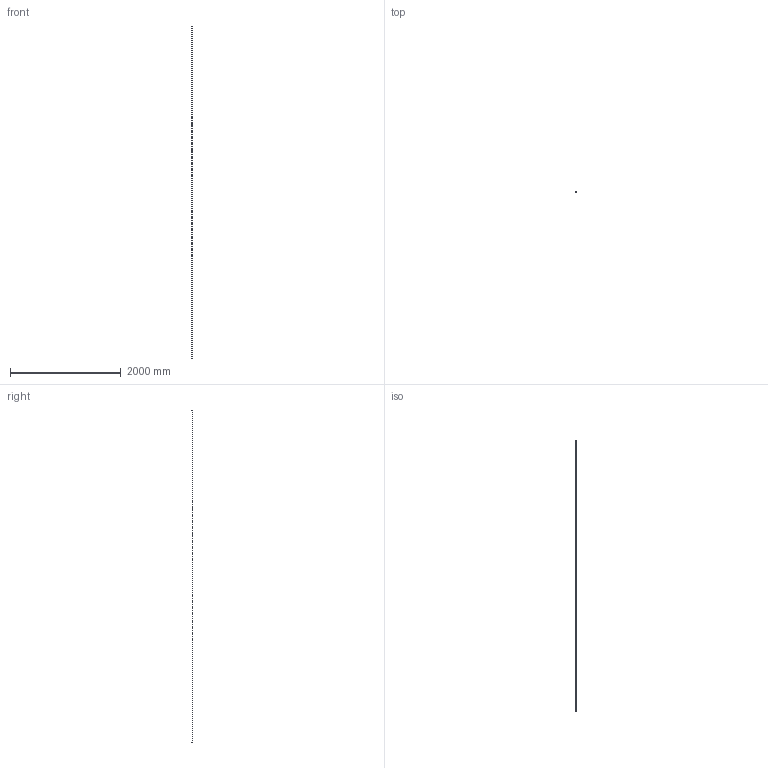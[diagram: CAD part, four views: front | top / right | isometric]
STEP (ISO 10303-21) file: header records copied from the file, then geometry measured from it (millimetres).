
FILE_DESCRIPTION (( 'STEP AP203' ), '1' );
FILE_NAME ('57091-240.step', '2015-09-17T15:41:45', ( '' ), ( '' ), 'SwSTEP 2.0', 'SolidWorks 2015', '' );
FILE_SCHEMA (( 'CONFIG_CONTROL_DESIGN' ));
Length unit declared in the file: millimetre
Products named in the file (1): 57091-240
Bounding box: 10 x 9.75 x 6000 mm (x, y, z)
Volume: 471238.4 mm3; surface area: 188671.3 mm2
Topology: 1 solids, 1 shells, 215 faces, 567 edges, 378 vertices
Faces by surface type: plane 124, bspline 89, cylinder 2
Entity records: 11704 total; most frequent: CARTESIAN_POINT 6906, ORIENTED_EDGE 1134, DIRECTION 647, EDGE_CURVE 567, LINE 385, VECTOR 385, VERTEX_POINT 378, EDGE_LOOP 239
